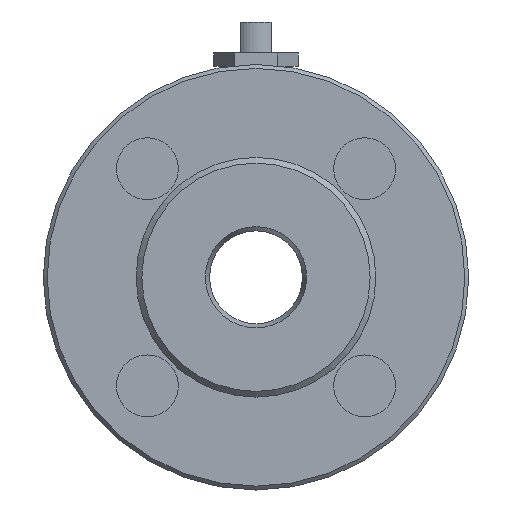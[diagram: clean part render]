
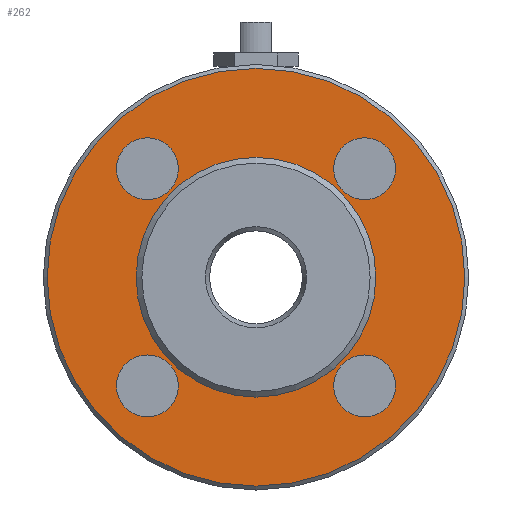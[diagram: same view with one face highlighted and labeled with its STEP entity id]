
A CAD part, left-side view. The second image highlights one B-rep face of the part: STEP entity #262.
In plain terms, the highlighted planar face has unit normal (-1, 0, 0).
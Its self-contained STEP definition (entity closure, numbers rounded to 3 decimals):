
#262 = ADVANCED_FACE( '', ( #682, #683, #684, #685, #686, #687 ), #688, .F. );
#682 = FACE_BOUND( '', #1356, .T. );
#683 = FACE_BOUND( '', #1357, .T. );
#684 = FACE_BOUND( '', #1358, .T. );
#685 = FACE_OUTER_BOUND( '', #1359, .T. );
#686 = FACE_BOUND( '', #1360, .T. );
#687 = FACE_BOUND( '', #1361, .T. );
#688 = PLANE( '', #1362 );
#1356 = EDGE_LOOP( '', ( #2119 ) );
#1357 = EDGE_LOOP( '', ( #2120 ) );
#1358 = EDGE_LOOP( '', ( #2121 ) );
#1359 = EDGE_LOOP( '', ( #2122 ) );
#1360 = EDGE_LOOP( '', ( #2123 ) );
#1361 = EDGE_LOOP( '', ( #2124 ) );
#1362 = AXIS2_PLACEMENT_3D( '', #2125, #2126, #2127 );
#2119 = ORIENTED_EDGE( '', *, *, #3316, .F. );
#2120 = ORIENTED_EDGE( '', *, *, #3317, .F. );
#2121 = ORIENTED_EDGE( '', *, *, #3318, .F. );
#2122 = ORIENTED_EDGE( '', *, *, #3271, .T. );
#2123 = ORIENTED_EDGE( '', *, *, #3319, .F. );
#2124 = ORIENTED_EDGE( '', *, *, #3320, .F. );
#2125 = CARTESIAN_POINT( '', ( 1.5, 0., -31. ) );
#2126 = DIRECTION( '', ( 1., 0., 0. ) );
#2127 = DIRECTION( '', ( 0., 1., 0. ) );
#3271 = EDGE_CURVE( '', #3785, #3785, #3786, .T. );
#3316 = EDGE_CURVE( '', #3854, #3854, #3855, .T. );
#3317 = EDGE_CURVE( '', #3856, #3856, #3857, .T. );
#3318 = EDGE_CURVE( '', #3858, #3858, #3859, .T. );
#3319 = EDGE_CURVE( '', #3860, #3860, #3861, .T. );
#3320 = EDGE_CURVE( '', #3862, #3862, #3863, .T. );
#3785 = VERTEX_POINT( '', #4491 );
#3786 = CIRCLE( '', #4492, 54. );
#3854 = VERTEX_POINT( '', #4582 );
#3855 = CIRCLE( '', #4583, 31. );
#3856 = VERTEX_POINT( '', #4584 );
#3857 = CIRCLE( '', #4585, 8. );
#3858 = VERTEX_POINT( '', #4586 );
#3859 = CIRCLE( '', #4587, 8. );
#3860 = VERTEX_POINT( '', #4588 );
#3861 = CIRCLE( '', #4589, 8. );
#3862 = VERTEX_POINT( '', #4590 );
#3863 = CIRCLE( '', #4591, 8. );
#4491 = CARTESIAN_POINT( '', ( 1.5, 0., -54. ) );
#4492 = AXIS2_PLACEMENT_3D( '', #5386, #5387, #5388 );
#4582 = CARTESIAN_POINT( '', ( 1.5, 0., 31. ) );
#4583 = AXIS2_PLACEMENT_3D( '', #5438, #5439, #5440 );
#4584 = CARTESIAN_POINT( '', ( 1.5, -36.072, -28.072 ) );
#4585 = AXIS2_PLACEMENT_3D( '', #5441, #5442, #5443 );
#4586 = CARTESIAN_POINT( '', ( 1.5, -36.072, 28.072 ) );
#4587 = AXIS2_PLACEMENT_3D( '', #5444, #5445, #5446 );
#4588 = CARTESIAN_POINT( '', ( 1.5, 20.072, -28.072 ) );
#4589 = AXIS2_PLACEMENT_3D( '', #5447, #5448, #5449 );
#4590 = CARTESIAN_POINT( '', ( 1.5, 20.072, 28.072 ) );
#4591 = AXIS2_PLACEMENT_3D( '', #5450, #5451, #5452 );
#5386 = CARTESIAN_POINT( '', ( 1.5, 0., 0. ) );
#5387 = DIRECTION( '', ( -1., 0., 0. ) );
#5388 = DIRECTION( '', ( 0., 0., -1. ) );
#5438 = CARTESIAN_POINT( '', ( 1.5, 0., 0. ) );
#5439 = DIRECTION( '', ( -1., 0., 0. ) );
#5440 = DIRECTION( '', ( 0., 0., 1. ) );
#5441 = CARTESIAN_POINT( '', ( 1.5, -28.072, -28.072 ) );
#5442 = DIRECTION( '', ( -1., 0., 0. ) );
#5443 = DIRECTION( '', ( 0., -1., 0. ) );
#5444 = CARTESIAN_POINT( '', ( 1.5, -28.072, 28.072 ) );
#5445 = DIRECTION( '', ( -1., 0., 0. ) );
#5446 = DIRECTION( '', ( 0., -1., 0. ) );
#5447 = CARTESIAN_POINT( '', ( 1.5, 28.072, -28.072 ) );
#5448 = DIRECTION( '', ( -1., 0., 0. ) );
#5449 = DIRECTION( '', ( 0., -1., 0. ) );
#5450 = CARTESIAN_POINT( '', ( 1.5, 28.072, 28.072 ) );
#5451 = DIRECTION( '', ( -1., 0., 0. ) );
#5452 = DIRECTION( '', ( 0., -1., 0. ) );
